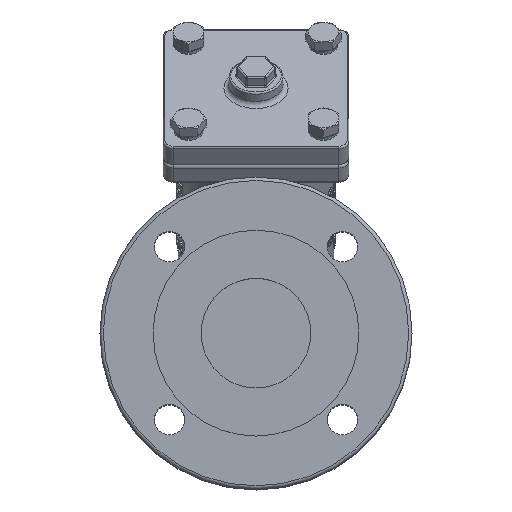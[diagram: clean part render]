
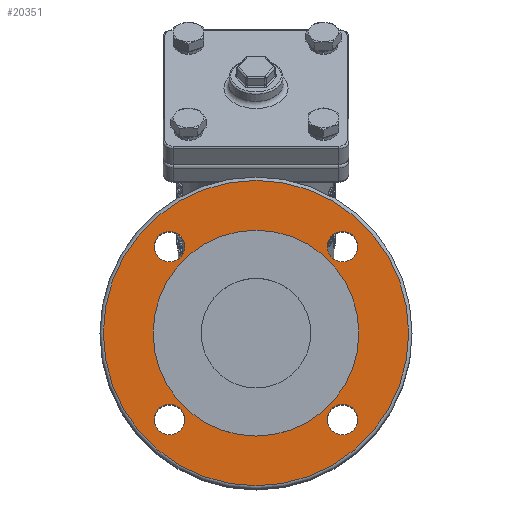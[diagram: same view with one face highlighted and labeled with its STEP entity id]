
A CAD part, top view. The second image highlights one B-rep face of the part: STEP entity #20351.
In plain terms, the highlighted planar face has unit normal (0, 0, 1).
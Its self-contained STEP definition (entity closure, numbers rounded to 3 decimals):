
#4335=FACE_BOUND('',#5893,.T.);
#4336=FACE_BOUND('',#5894,.T.);
#4337=FACE_BOUND('',#5895,.T.);
#4338=FACE_BOUND('',#5896,.T.);
#4339=FACE_BOUND('',#5897,.T.);
#4693=FACE_OUTER_BOUND('',#5892,.T.);
#5892=EDGE_LOOP('',(#12858));
#5893=EDGE_LOOP('',(#12859));
#5894=EDGE_LOOP('',(#12860));
#5895=EDGE_LOOP('',(#12861));
#5896=EDGE_LOOP('',(#12862));
#5897=EDGE_LOOP('',(#12863));
#7182=CIRCLE('',#21499,61.);
#7184=CIRCLE('',#21502,9.);
#7186=CIRCLE('',#21505,9.);
#7188=CIRCLE('',#21508,9.);
#7190=CIRCLE('',#21511,9.);
#7235=CIRCLE('',#21584,90.5);
#7773=VERTEX_POINT('',#26674);
#7775=VERTEX_POINT('',#26679);
#7777=VERTEX_POINT('',#26684);
#7779=VERTEX_POINT('',#26689);
#7781=VERTEX_POINT('',#26694);
#7856=VERTEX_POINT('',#27630);
#9742=EDGE_CURVE('',#7773,#7773,#7182,.T.);
#9744=EDGE_CURVE('',#7775,#7775,#7184,.T.);
#9746=EDGE_CURVE('',#7777,#7777,#7186,.T.);
#9748=EDGE_CURVE('',#7779,#7779,#7188,.T.);
#9750=EDGE_CURVE('',#7781,#7781,#7190,.T.);
#9842=EDGE_CURVE('',#7856,#7856,#7235,.T.);
#12858=ORIENTED_EDGE('',*,*,#9842,.F.);
#12859=ORIENTED_EDGE('',*,*,#9742,.F.);
#12860=ORIENTED_EDGE('',*,*,#9750,.F.);
#12861=ORIENTED_EDGE('',*,*,#9748,.F.);
#12862=ORIENTED_EDGE('',*,*,#9746,.F.);
#12863=ORIENTED_EDGE('',*,*,#9744,.F.);
#18716=PLANE('',#21583);
#20351=ADVANCED_FACE('',(#4693,#4335,#4336,#4337,#4338,#4339),#18716,.T.);
#21499=AXIS2_PLACEMENT_3D('',#26675,#22796,#22797);
#21502=AXIS2_PLACEMENT_3D('',#26680,#22802,#22803);
#21505=AXIS2_PLACEMENT_3D('',#26685,#22808,#22809);
#21508=AXIS2_PLACEMENT_3D('',#26690,#22814,#22815);
#21511=AXIS2_PLACEMENT_3D('',#26695,#22820,#22821);
#21583=AXIS2_PLACEMENT_3D('',#27629,#22977,#22978);
#21584=AXIS2_PLACEMENT_3D('',#27631,#22979,#22980);
#22796=DIRECTION('center_axis',(0.,0.,1.));
#22797=DIRECTION('ref_axis',(-1.,0.,0.));
#22802=DIRECTION('center_axis',(0.,0.,1.));
#22803=DIRECTION('ref_axis',(-1.,0.,0.));
#22808=DIRECTION('center_axis',(0.,0.,1.));
#22809=DIRECTION('ref_axis',(-1.,0.,0.));
#22814=DIRECTION('center_axis',(0.,0.,1.));
#22815=DIRECTION('ref_axis',(-1.,0.,0.));
#22820=DIRECTION('center_axis',(0.,0.,1.));
#22821=DIRECTION('ref_axis',(-1.,0.,0.));
#22977=DIRECTION('center_axis',(0.,0.,1.));
#22978=DIRECTION('ref_axis',(1.,0.,0.));
#22979=DIRECTION('center_axis',(0.,0.,-1.));
#22980=DIRECTION('ref_axis',(-1.,0.,0.));
#26674=CARTESIAN_POINT('',(61.,0.,287.));
#26675=CARTESIAN_POINT('Origin',(0.,0.,287.));
#26679=CARTESIAN_POINT('',(60.265,51.265,287.));
#26680=CARTESIAN_POINT('Origin',(51.265,51.265,287.));
#26684=CARTESIAN_POINT('',(-42.265,51.265,287.));
#26685=CARTESIAN_POINT('Origin',(-51.265,51.265,287.));
#26689=CARTESIAN_POINT('',(-42.265,-51.265,287.));
#26690=CARTESIAN_POINT('Origin',(-51.265,-51.265,287.));
#26694=CARTESIAN_POINT('',(60.265,-51.265,287.));
#26695=CARTESIAN_POINT('Origin',(51.265,-51.265,287.));
#27629=CARTESIAN_POINT('Origin',(0.,0.,287.));
#27630=CARTESIAN_POINT('',(90.5,0.,287.));
#27631=CARTESIAN_POINT('Origin',(0.,0.,287.));
